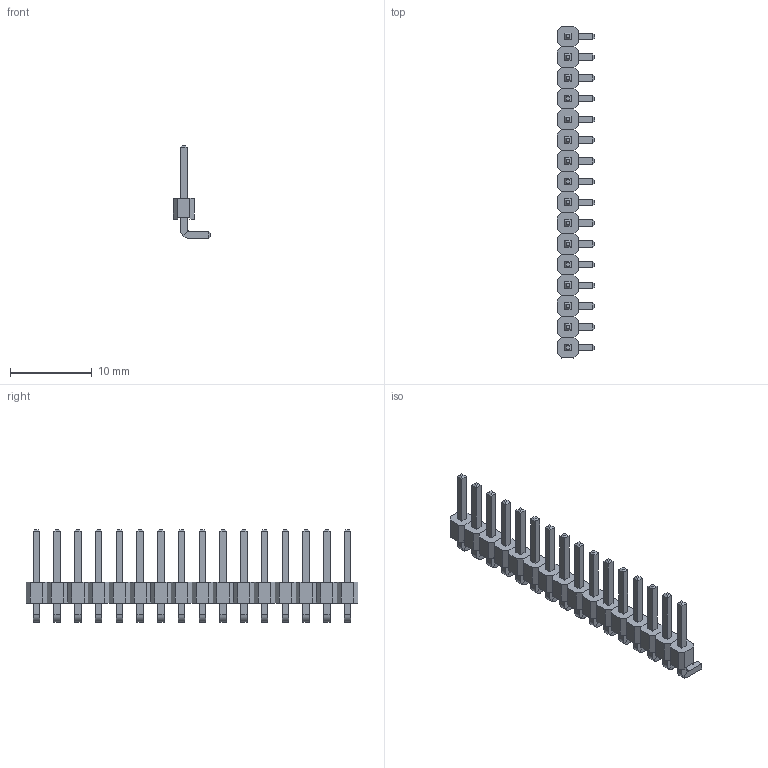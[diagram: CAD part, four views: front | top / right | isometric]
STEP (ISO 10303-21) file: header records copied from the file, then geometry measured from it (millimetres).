
FILE_DESCRIPTION(('FreeCAD Model'),'2;1');
FILE_NAME( '1x16_90.stp', '2015-04-12T20:59:53',('FreeCAD'),('FreeCAD'), 'Open CASCADE STEP processor 6.7','FreeCAD','Unknown');
FILE_SCHEMA(('AUTOMOTIVE_DESIGN_CC2 { 1 2 10303 214 -1 1 5 4 }'));
Length unit declared in the file: millimetre
Products named in the file (2): Array001; Array
Bounding box: 4.54 x 40.64 x 11.34 mm (x, y, z)
Volume: 345.8 mm3; surface area: 1379 mm2
Topology: 32 solids, 32 shells, 608 faces, 1440 edges, 896 vertices
Faces by surface type: plane 576, cylinder 32
Entity records: 36062 total; most frequent: CARTESIAN_POINT 6369, DIRECTION 5442, LINE 3904, VECTOR 3904, ORIENTED_EDGE 2880, PCURVE 2880, DEFINITIONAL_REPRESENTATION 2880, EDGE_CURVE 1440
